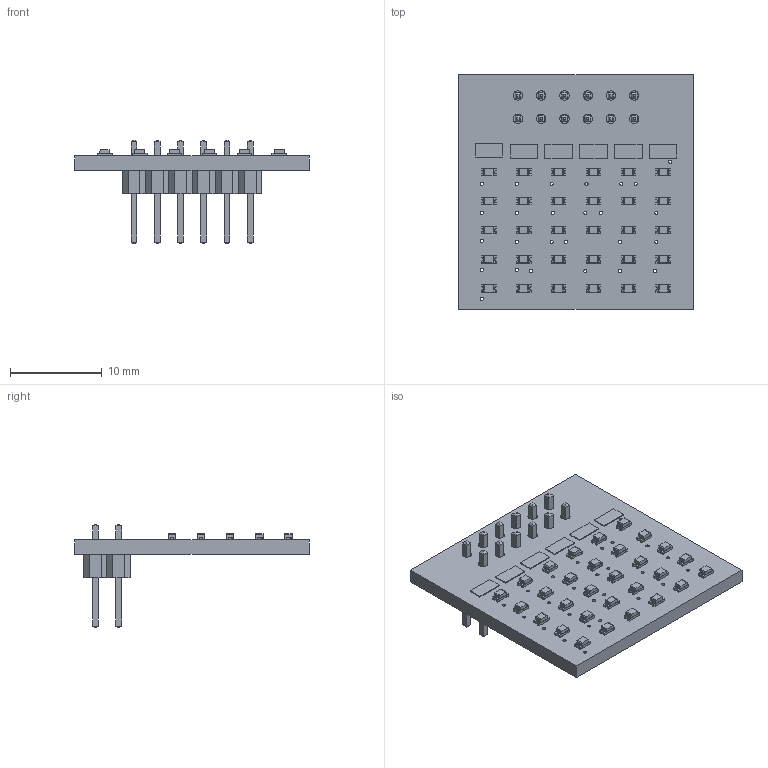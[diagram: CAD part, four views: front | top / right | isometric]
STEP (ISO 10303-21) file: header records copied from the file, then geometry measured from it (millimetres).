
FILE_DESCRIPTION(/* description */ (''),/* implementation_level */ '2;1');
FILE_NAME(/* name */ '644ecccc-5d6c-492b-8dd3-14806feddf72.stp',/* time_stamp */ '2020-06-11T21:24:19+00:00',/* author */ (''),/* organization */ (''),/* preprocessor_version */ 'ST-DEVELOPER v18.1',/* originating_system */ 'Autodesk Translation Framework v9.3.0.1241',/* authorisation */ '');
FILE_SCHEMA (('AUTOMOTIVE_DESIGN { 1 0 10303 214 3 1 1 }'));
Length unit declared in the file: millimetre
Products named in the file (6): 644ecccc-5d6c-492b-8dd3-14806feddf72; PCB Component; Board; 39R; LED_B_APT1608LVBC/D; 67997-412HLF
Assembly tree (39 placements, depth 3):
  644ecccc-5d6c-492b-8dd3-14806feddf72
    PCB Component
      Board
      39R  x6
      LED_B_APT1608LVBC/D  x30
      67997-412HLF
Bounding box: 25.65 x 25.65 x 11.34 mm (x, y, z)
Volume: 1251.3 mm3; surface area: 2479.6 mm2
Topology: 158 solids, 158 shells, 2252 faces, 5640 edges, 3728 vertices
Faces by surface type: plane 1974, cylinder 158, bspline 120
Full cylindrical faces by diameter (mm): 0.35 x26, 1.016 x12
Entity records: 12405 total; most frequent: CARTESIAN_POINT 2091, ORIENTED_EDGE 1938, DIRECTION 1933, EDGE_CURVE 969, LINE 877, VECTOR 877, VERTEX_POINT 614, AXIS2_PLACEMENT_3D 528
